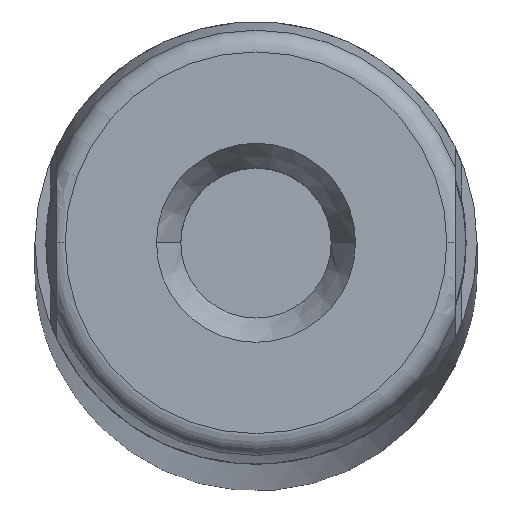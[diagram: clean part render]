
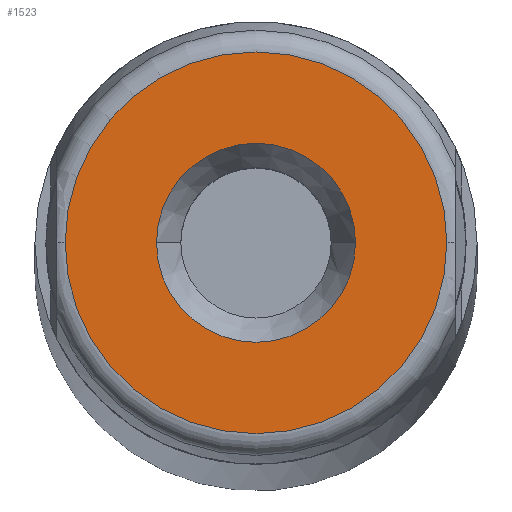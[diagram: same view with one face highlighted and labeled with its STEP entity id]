
A CAD part, top view. The second image highlights one B-rep face of the part: STEP entity #1523.
In plain terms, the highlighted planar face has unit normal (0, 0, 1).
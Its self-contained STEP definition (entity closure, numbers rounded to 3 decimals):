
#258 = VERTEX_POINT ( 'NONE', #930 ) ;
#260 = EDGE_CURVE ( 'NONE', #258, #261, #929, .T. ) ;
#261 = VERTEX_POINT ( 'NONE', #987 ) ;
#298 = EDGE_CURVE ( 'NONE', #306, #305, #1035, .T. ) ;
#305 = VERTEX_POINT ( 'NONE', #1012 ) ;
#306 = VERTEX_POINT ( 'NONE', #1011 ) ;
#925 = DIRECTION ( 'NONE',  ( 1., 0., 0. ) ) ;
#926 = DIRECTION ( 'NONE',  ( 0., 0., 1. ) ) ;
#927 = CARTESIAN_POINT ( 'NONE',  ( 0., 0., 0. ) ) ;
#928 = AXIS2_PLACEMENT_3D ( 'NONE', #927, #926, #925 ) ;
#929 = CIRCLE ( 'NONE', #928, 4.5 ) ;
#930 = CARTESIAN_POINT ( 'NONE',  ( -4.5, 0., 0. ) ) ;
#987 = CARTESIAN_POINT ( 'NONE',  ( 4.5, 0., 0. ) ) ;
#1011 = CARTESIAN_POINT ( 'NONE',  ( 8.632, 0., 0. ) ) ;
#1012 = CARTESIAN_POINT ( 'NONE',  ( -8.632, 0., 0. ) ) ;
#1025 = DIRECTION ( 'NONE',  ( 1., 0., 0. ) ) ;
#1026 = DIRECTION ( 'NONE',  ( 0., 0., 1. ) ) ;
#1027 = CARTESIAN_POINT ( 'NONE',  ( 0., 0., 0. ) ) ;
#1028 = AXIS2_PLACEMENT_3D ( 'NONE', #1027, #1026, #1025 ) ;
#1035 = CIRCLE ( 'NONE', #1028, 8.632 ) ;
#1330 = DIRECTION ( 'NONE',  ( 1., 0., 0. ) ) ;
#1331 = DIRECTION ( 'NONE',  ( 0., 0., 1. ) ) ;
#1332 = CARTESIAN_POINT ( 'NONE',  ( 0., 0., 0. ) ) ;
#1333 = AXIS2_PLACEMENT_3D ( 'NONE', #1332, #1331, #1330 ) ;
#1334 = CIRCLE ( 'NONE', #1333, 4.5 ) ;
#1371 = DIRECTION ( 'NONE',  ( 1., 0., 0. ) ) ;
#1372 = DIRECTION ( 'NONE',  ( 0., 0., 1. ) ) ;
#1373 = CARTESIAN_POINT ( 'NONE',  ( 0., 0., 0. ) ) ;
#1374 = AXIS2_PLACEMENT_3D ( 'NONE', #1373, #1372, #1371 ) ;
#1375 = CIRCLE ( 'NONE', #1374, 8.632 ) ;
#1376 = DIRECTION ( 'NONE',  ( -1., 0., 0. ) ) ;
#1377 = DIRECTION ( 'NONE',  ( 0., 0., -1. ) ) ;
#1378 = CARTESIAN_POINT ( 'NONE',  ( 0., 0., 0. ) ) ;
#1379 = AXIS2_PLACEMENT_3D ( 'NONE', #1378, #1377, #1376 ) ;
#1380 = PLANE ( 'NONE',  #1379 ) ;
#1381 = FACE_OUTER_BOUND ( 'NONE', #1524, .T. ) ;
#1382 = FACE_BOUND ( 'NONE', #1512, .T. ) ;
#1512 = EDGE_LOOP ( 'NONE', ( #1515, #1526 ) ) ;
#1515 = ORIENTED_EDGE ( 'NONE', *, *, #1520, .F. ) ;
#1518 = ORIENTED_EDGE ( 'NONE', *, *, #1527, .T. ) ;
#1520 = EDGE_CURVE ( 'NONE', #261, #258, #1334, .T. ) ;
#1523 = ADVANCED_FACE ( 'NONE', ( #1382, #1381 ), #1380, .F. ) ;
#1524 = EDGE_LOOP ( 'NONE', ( #1525, #1518 ) ) ;
#1525 = ORIENTED_EDGE ( 'NONE', *, *, #298, .T. ) ;
#1526 = ORIENTED_EDGE ( 'NONE', *, *, #260, .F. ) ;
#1527 = EDGE_CURVE ( 'NONE', #305, #306, #1375, .T. ) ;
